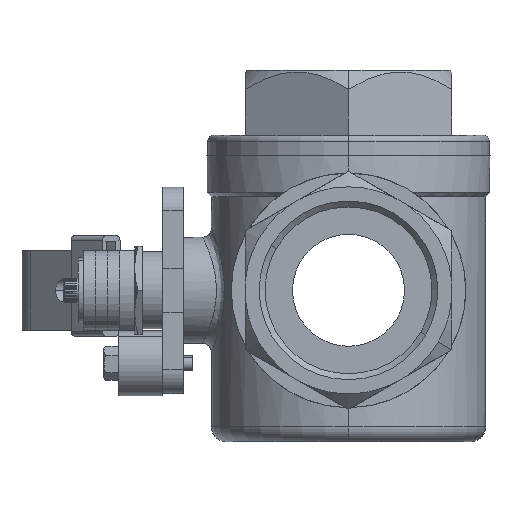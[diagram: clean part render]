
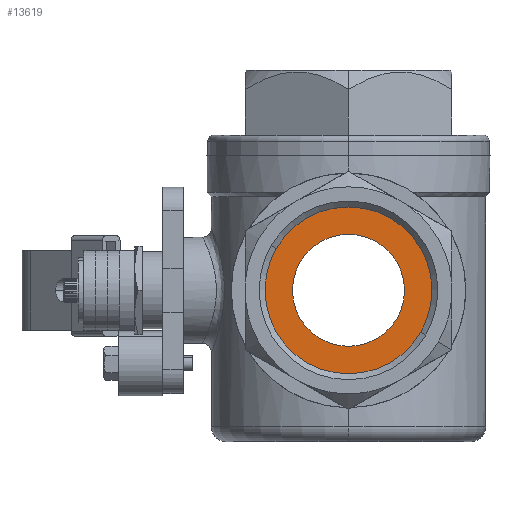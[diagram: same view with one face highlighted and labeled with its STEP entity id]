
A CAD part, left-side view. The second image highlights one B-rep face of the part: STEP entity #13619.
In plain terms, the highlighted face is planar.
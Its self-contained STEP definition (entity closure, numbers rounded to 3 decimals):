
#12830=CARTESIAN_POINT('',(0.,0.,30.5));
#12831=DIRECTION('',(0.,0.,-1.));
#12832=DIRECTION('',(-1.,0.,0.));
#12833=AXIS2_PLACEMENT_3D('',#12830,#12831,#12832);
#12835=CARTESIAN_POINT('',(0.,0.,30.5));
#12836=DIRECTION('',(0.,0.,-1.));
#12837=DIRECTION('',(1.,0.,0.));
#12838=AXIS2_PLACEMENT_3D('',#12835,#12836,#12837);
#12840=CARTESIAN_POINT('',(0.,0.,30.5));
#12841=DIRECTION('',(0.,0.,1.));
#12842=DIRECTION('',(1.,0.,0.));
#12843=AXIS2_PLACEMENT_3D('',#12840,#12841,#12842);
#12845=CARTESIAN_POINT('',(0.,0.,30.5));
#12846=DIRECTION('',(0.,0.,1.));
#12847=DIRECTION('',(-1.,0.,0.));
#12848=AXIS2_PLACEMENT_3D('',#12845,#12846,#12847);
#12929=CARTESIAN_POINT('',(-28.3,0.,30.5));
#12930=VERTEX_POINT('',#12929);
#12931=CARTESIAN_POINT('',(28.3,0.,30.5));
#12932=VERTEX_POINT('',#12931);
#12978=CARTESIAN_POINT('',(19.,0.,30.5));
#12980=VERTEX_POINT('',#12978);
#12981=CARTESIAN_POINT('',(-19.,0.,30.5));
#12982=VERTEX_POINT('',#12981);
#13604=CARTESIAN_POINT('',(0.,0.,30.5));
#13605=DIRECTION('',(0.,0.,1.));
#13606=DIRECTION('',(-1.,0.,0.));
#13607=AXIS2_PLACEMENT_3D('',#13604,#13605,#13606);
#13608=PLANE('',#13607);
#13610=ORIENTED_EDGE('',*,*,#13609,.F.);
#13612=ORIENTED_EDGE('',*,*,#13611,.F.);
#13613=EDGE_LOOP('',(#13610,#13612));
#13614=FACE_OUTER_BOUND('',#13613,.F.);
#13615=ORIENTED_EDGE('',*,*,#13584,.F.);
#13616=ORIENTED_EDGE('',*,*,#13599,.F.);
#13617=EDGE_LOOP('',(#13615,#13616));
#13618=FACE_BOUND('',#13617,.F.);
#12834=CIRCLE('',#12833,28.3);
#12839=CIRCLE('',#12838,28.3);
#12844=CIRCLE('',#12843,19.);
#12849=CIRCLE('',#12848,19.);
#13584=EDGE_CURVE('',#12980,#12982,#12844,.T.);
#13599=EDGE_CURVE('',#12982,#12980,#12849,.T.);
#13609=EDGE_CURVE('',#12930,#12932,#12834,.T.);
#13611=EDGE_CURVE('',#12932,#12930,#12839,.T.);
#13619=ADVANCED_FACE('',(#13614,#13618),#13608,.F.);
